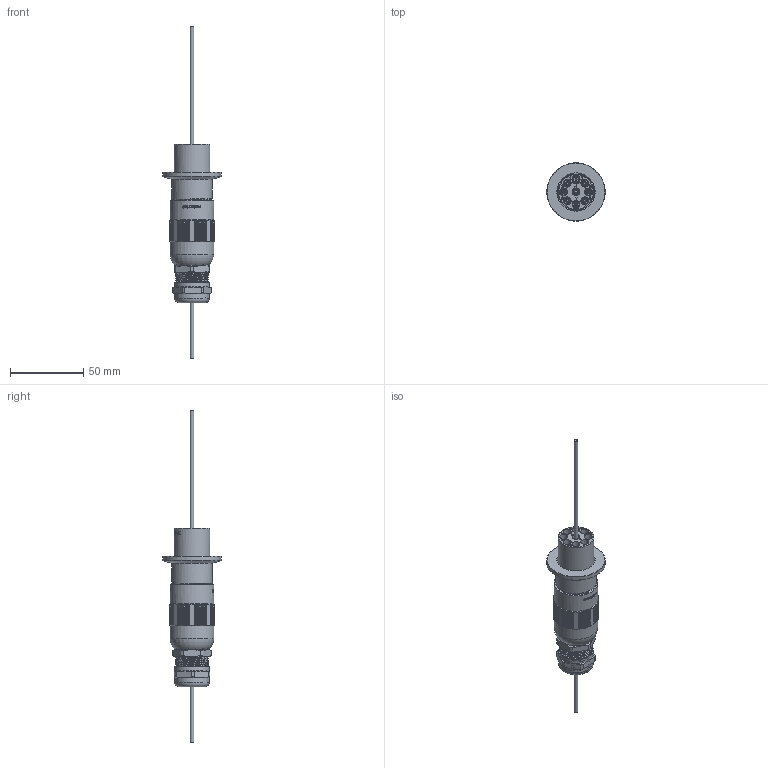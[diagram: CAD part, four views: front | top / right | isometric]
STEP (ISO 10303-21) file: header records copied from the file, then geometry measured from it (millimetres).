
FILE_DESCRIPTION (( 'STEP AP214' ), '1' );
FILE_NAME ('外发模型(带护线筒)-Z-S-KF25-0825-L85-L95.STEP', '2024-08-20T03:46:38', ( '' ), ( '' ), 'SwSTEP 2.0', 'SolidWorks 2020', '' );
FILE_SCHEMA (( 'AUTOMOTIVE_DESIGN' ));
Length unit declared in the file: millimetre
Products named in the file (19): 誘盄芠囀郋-FTL14-M20NX; 俋楷耀倰-FL-S-KF25-0825-L85-L95; 外发模型-CFG-2525-带定位爪; 俋楷耀倰-S-KF25-0825-L85-L95; 俋楷耀倰-XF-8P25H-VAC-PPS; 誘盄芠-CPC-M28D14; 誘盄芠俋褲-CPC-M28D14; 萇盄囀郋-2.5; 誘盄芠蹟簽-LT14-PG16; 俋楷耀倰-Z-CFG+萇盄-2.5; 囀郋彶踡蛈 10-14; 俋楷耀倰-XF-8P25H-AIR-PPS; 俋楷耀倰-Z-XF-8P25H-AIR-PPS; 囀郋躇猾杶 10-14; NDL-D25L216; 俋楷耀倰-Z-XF-8P25H-VAC-PPS; M3-16-4 - 坋趼芛; 萇盄蝶々-2.5; 外发模型(带护线筒)-Z-S-KF25-0825-L85-L95
Assembly tree (27 placements, depth 4):
  外发模型(带护线筒)-Z-S-KF25-0825-L85-L95
    俋楷耀倰-S-KF25-0825-L85-L95
      俋楷耀倰-FL-S-KF25-0825-L85-L95
      NDL-D25L216  x8
    俋楷耀倰-Z-XF-8P25H-VAC-PPS
      俋楷耀倰-XF-8P25H-VAC-PPS
      M3-16-4 - 坋趼芛
      俋楷耀倰-Z-CFG+萇盄-2.5
        萇盄囀郋-2.5
        萇盄蝶々-2.5
        外发模型-CFG-2525-带定位爪
    俋楷耀倰-Z-XF-8P25H-AIR-PPS
      俋楷耀倰-XF-8P25H-AIR-PPS
      M3-16-4 - 坋趼芛
      俋楷耀倰-Z-CFG+萇盄-2.5
        萇盄囀郋-2.5
        萇盄蝶々-2.5
        外发模型-CFG-2525-带定位爪
    誘盄芠-CPC-M28D14
      誘盄芠俋褲-CPC-M28D14
      誘盄芠囀郋-FTL14-M20NX
        誘盄芠蹟簽-LT14-PG16
        囀郋躇猾杶 10-14
        囀郋彶踡蛈 10-14
Bounding box: 40 x 40 x 227.2 mm (x, y, z)
Volume: 41413 mm3; surface area: 45932.2 mm2
Topology: 23 solids, 23 shells, 886 faces, 2795 edges, 2096 vertices
Faces by surface type: plane 567, cylinder 238, torus 29, cone 28, bspline 24
Full cylindrical faces by diameter (mm): 0.8 x2, 1.8 x2, 1.85 x4, 2.4 x2, 2.5 x35, 2.55 x2, 3.5 x2, 3.8 x2, 4 x4, 4.2 x20, 4.5 x2, 4.9 x4, 5.4 x16, 5.5 x2, 14.2 x2, 14.5 x1, 17.4 x2, 19.2 x1, 19.3 x1, 19.7 x1, 20 x1, 23.7 x3, 24.5 x2, 26.2 x1, 26.5 x1, 28 x4, 28.5 x1, 30 x2, 40 x1
Entity records: 44180 total; most frequent: CARTESIAN_POINT 23240, ORIENTED_EDGE 4742, DIRECTION 3173, EDGE_CURVE 2371, VERTEX_POINT 1890, AXIS2_PLACEMENT_3D 1214, B_SPLINE_CURVE_WITH_KNOTS 1143, EDGE_LOOP 1067
